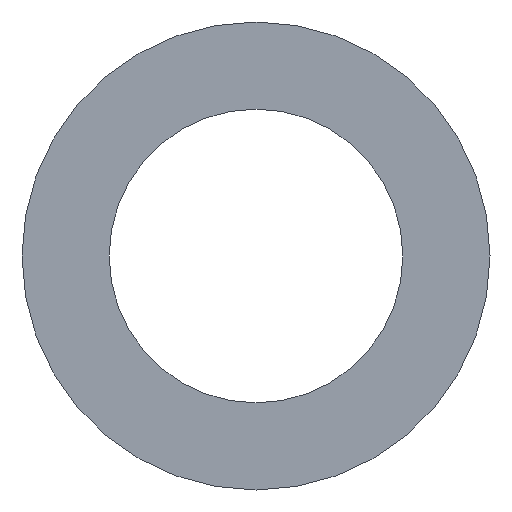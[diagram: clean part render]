
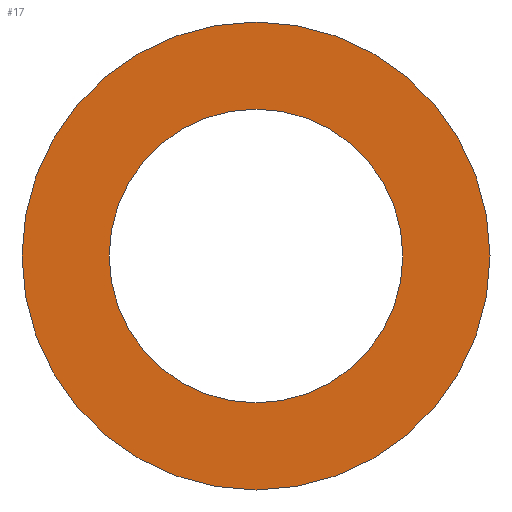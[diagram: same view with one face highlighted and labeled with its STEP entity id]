
A CAD part, left-side view. The second image highlights one B-rep face of the part: STEP entity #17.
In plain terms, the highlighted planar face has unit normal (-1, 0, 0).
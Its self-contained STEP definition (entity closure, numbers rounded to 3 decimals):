
#4 = VERTEX_POINT ( 'NONE', #43 ) ;
#7 = EDGE_LOOP ( 'NONE', ( #25, #201 ) ) ;
#9 = EDGE_CURVE ( 'NONE', #11, #80, #18, .T. ) ;
#11 = VERTEX_POINT ( 'NONE', #44 ) ;
#17 = ADVANCED_FACE ( 'NONE', ( #149, #52 ), #214, .T. ) ;
#18 = CIRCLE ( 'NONE', #200, 3.2 ) ;
#19 = AXIS2_PLACEMENT_3D ( 'NONE', #130, #28, #147 ) ;
#21 = AXIS2_PLACEMENT_3D ( 'NONE', #197, #179, #177 ) ;
#24 = CARTESIAN_POINT ( 'NONE',  ( -0.45, 5.1, 0. ) ) ;
#25 = ORIENTED_EDGE ( 'NONE', *, *, #193, .F. ) ;
#28 = DIRECTION ( 'NONE',  ( 1., 0., 0. ) ) ;
#34 = CIRCLE ( 'NONE', #58, 3.2 ) ;
#43 = CARTESIAN_POINT ( 'NONE',  ( -0.45, 0., -5.1 ) ) ;
#44 = CARTESIAN_POINT ( 'NONE',  ( -0.45, 0., 3.2 ) ) ;
#52 = FACE_OUTER_BOUND ( 'NONE', #7, .T. ) ;
#58 = AXIS2_PLACEMENT_3D ( 'NONE', #148, #96, #66 ) ;
#60 = VERTEX_POINT ( 'NONE', #188 ) ;
#61 = CARTESIAN_POINT ( 'NONE',  ( -0.45, 0., 0. ) ) ;
#62 = DIRECTION ( 'NONE',  ( 0., 0., -1. ) ) ;
#66 = DIRECTION ( 'NONE',  ( 0., 0., -1. ) ) ;
#69 = ORIENTED_EDGE ( 'NONE', *, *, #174, .T. ) ;
#80 = VERTEX_POINT ( 'NONE', #81 ) ;
#81 = CARTESIAN_POINT ( 'NONE',  ( -0.45, 0., -3.2 ) ) ;
#93 = AXIS2_PLACEMENT_3D ( 'NONE', #24, #176, #141 ) ;
#96 = DIRECTION ( 'NONE',  ( 1., 0., 0. ) ) ;
#107 = EDGE_CURVE ( 'NONE', #60, #4, #207, .T. ) ;
#130 = CARTESIAN_POINT ( 'NONE',  ( -0.45, 0., 0. ) ) ;
#141 = DIRECTION ( 'NONE',  ( 0., 0., 1. ) ) ;
#142 = EDGE_LOOP ( 'NONE', ( #69, #202 ) ) ;
#144 = DIRECTION ( 'NONE',  ( 1., 0., 0. ) ) ;
#147 = DIRECTION ( 'NONE',  ( 0., 0., -1. ) ) ;
#148 = CARTESIAN_POINT ( 'NONE',  ( -0.45, 0., 0. ) ) ;
#149 = FACE_BOUND ( 'NONE', #142, .T. ) ;
#164 = CIRCLE ( 'NONE', #19, 5.1 ) ;
#174 = EDGE_CURVE ( 'NONE', #80, #11, #34, .T. ) ;
#176 = DIRECTION ( 'NONE',  ( -1., 0., 0. ) ) ;
#177 = DIRECTION ( 'NONE',  ( 0., 0., -1. ) ) ;
#179 = DIRECTION ( 'NONE',  ( 1., 0., 0. ) ) ;
#188 = CARTESIAN_POINT ( 'NONE',  ( -0.45, 0., 5.1 ) ) ;
#193 = EDGE_CURVE ( 'NONE', #4, #60, #164, .T. ) ;
#197 = CARTESIAN_POINT ( 'NONE',  ( -0.45, 0., 0. ) ) ;
#200 = AXIS2_PLACEMENT_3D ( 'NONE', #61, #144, #62 ) ;
#201 = ORIENTED_EDGE ( 'NONE', *, *, #107, .F. ) ;
#202 = ORIENTED_EDGE ( 'NONE', *, *, #9, .T. ) ;
#207 = CIRCLE ( 'NONE', #21, 5.1 ) ;
#214 = PLANE ( 'NONE',  #93 ) ;
